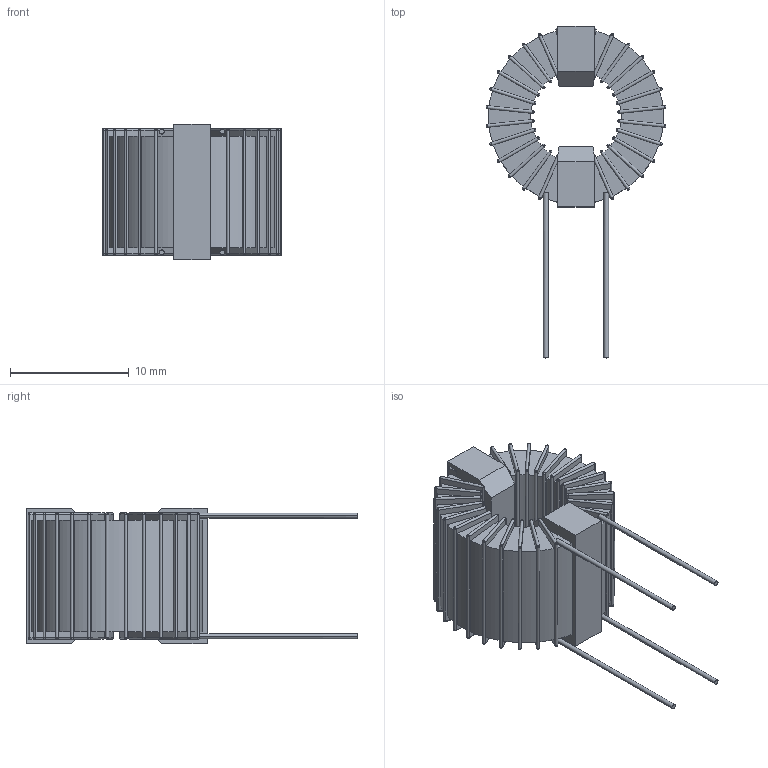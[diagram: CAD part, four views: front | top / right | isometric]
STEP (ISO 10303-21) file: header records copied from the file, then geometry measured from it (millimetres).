
FILE_DESCRIPTION((''),'2;1');
FILE_NAME('7101_RC','2012-08-14T',('ryans'),('Bourns, Inc.'),'PRO/ENGINEER BY PARAMETRIC TECHNOLOGY CORPORATION, 2010100','PRO/ENGINEER BY PARAMETRIC TECHNOLOGY CORPORATION, 2010100','');
FILE_SCHEMA(('CONFIG_CONTROL_DESIGN'));
Length unit declared in the file: inch
Products named in the file (1): 7101_RC
Bounding box: 15.16 x 27.94 x 11.43 mm (x, y, z)
Volume: 1371.8 mm3; surface area: 1489.1 mm2
Topology: 1 solids, 1 shells, 492 faces, 1128 edges, 684 vertices
Faces by surface type: sphere 192, cylinder 158, plane 142
Entity records: 14226 total; most frequent: CARTESIAN_POINT 2780, DIRECTION 2592, ORIENTED_EDGE 2256, EDGE_CURVE 1128, AXIS2_PLACEMENT_3D 1046, VERTEX_POINT 684, CIRCLE 554, EDGE_LOOP 540
